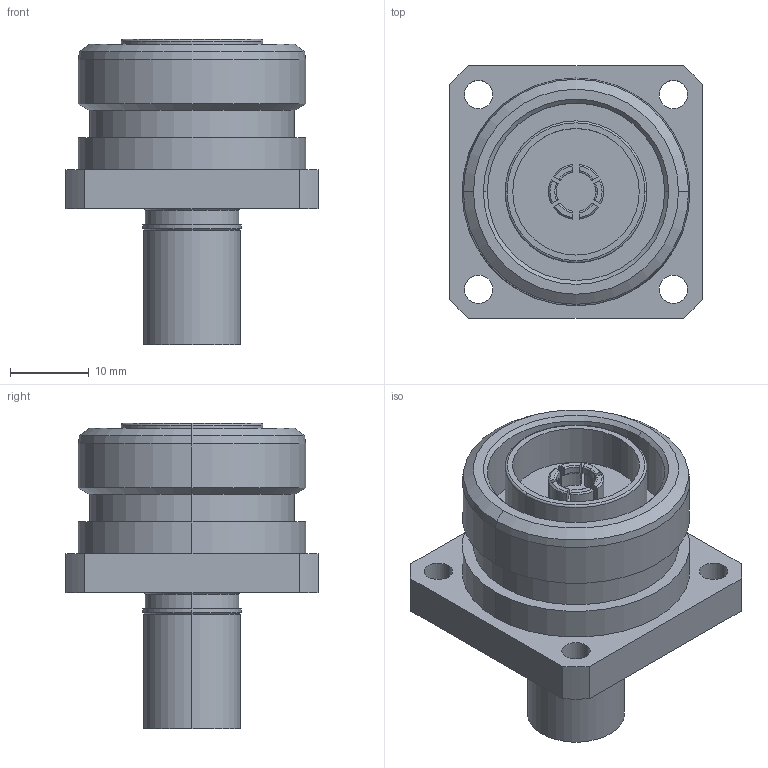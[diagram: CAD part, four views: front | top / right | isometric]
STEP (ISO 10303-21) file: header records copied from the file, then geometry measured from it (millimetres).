
FILE_DESCRIPTION (( 'STEP AP214' ), '1' );
FILE_NAME ('J01121A0147.STEP', '2018-09-19T06:31:20', ( '' ), ( '' ), 'SwSTEP 2.0', 'SolidWorks 2017', '' );
FILE_SCHEMA (( 'AUTOMOTIVE_DESIGN' ));
Length unit declared in the file: millimetre
Products named in the file (1): J01121A0147
Bounding box: 32 x 32 x 38.7 mm (x, y, z)
Volume: 13983.2 mm3; surface area: 6844.3 mm2
Topology: 1 solids, 1 shells, 130 faces, 311 edges, 200 vertices
Faces by surface type: cylinder 57, plane 35, cone 27, torus 11
Entity records: 5315 total; most frequent: CARTESIAN_POINT 774, DIRECTION 686, ORIENTED_EDGE 622, EDGE_CURVE 311, AXIS2_PLACEMENT_3D 280, VERTEX_POINT 200, EDGE_LOOP 155, CIRCLE 149
